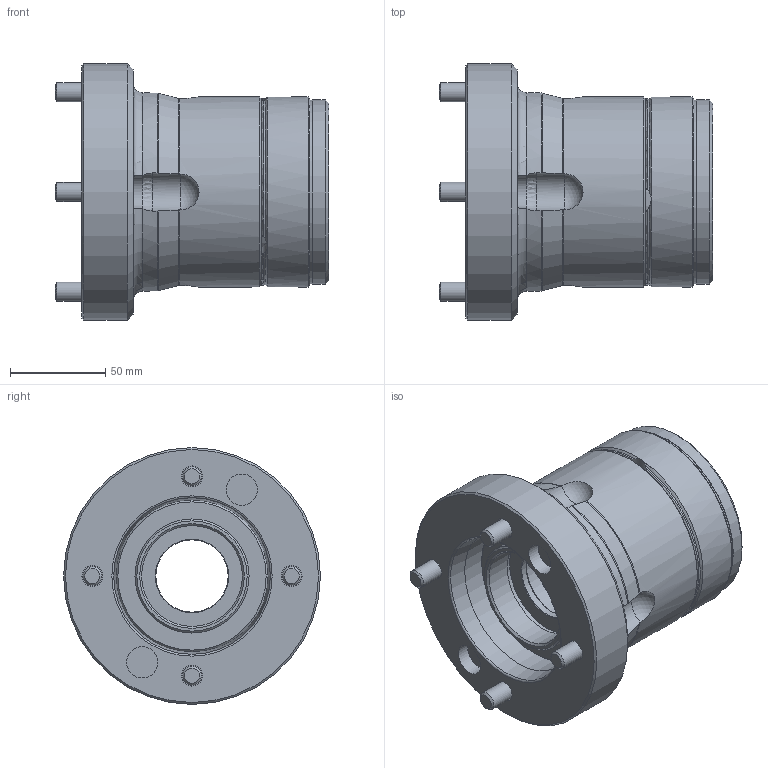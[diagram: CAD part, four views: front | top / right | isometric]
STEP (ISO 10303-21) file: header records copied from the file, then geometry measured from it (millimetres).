
FILE_DESCRIPTION (( 'STEP AP203' ), '1' );
FILE_NAME ('CF-CL-36A5.STEP', '2024-12-18T02:35:38', ( '' ), ( '' ), 'SwSTEP 2.0', 'SolidWorks 2020', '' );
FILE_SCHEMA (( 'CONFIG_CONTROL_DESIGN' ));
Length unit declared in the file: millimetre
Products named in the file (8): CF-CL-36-04000; FSW320300; 圓頭內六角螺栓_M10x30; CF-CL-42A5-01010; CF-CL-42-11000; CF-CL-36-02000; CF-CL-36A5; CF-CL-36-03010
Assembly tree (10 placements, depth 2):
  CF-CL-36A5
    CF-CL-42A5-01010
    CF-CL-36-02000
    CF-CL-36-03010
    CF-CL-36-04000
    FSW320300
    圓頭內六角螺栓_M10x30  x4
    CF-CL-42-11000
Bounding box: 144 x 135 x 135 mm (x, y, z)
Volume: 902761.8 mm3; surface area: 188055.7 mm2
Topology: 10 solids, 10 shells, 251 faces, 570 edges, 359 vertices
Faces by surface type: plane 111, cylinder 64, cone 51, torus 17, sphere 8
Full cylindrical faces by diameter (mm): 3.95 x1, 4 x1, 6 x2, 6.8 x1, 8 x1, 10 x4, 11 x4, 16 x4, 16.5 x2, 17.5 x4, 38 x1, 42 x1, 43 x1, 43.3 x1, 53 x1, 55 x2, 55.5 x1, 60 x1, 70.5 x1, 72 x2, 72.5 x1, 80 x2, 84 x2, 96.4 x1, 97 x1, 100 x2, 135 x1
Entity records: 6579 total; most frequent: CARTESIAN_POINT 1713, DIRECTION 851, ORIENTED_EDGE 690, AXIS2_PLACEMENT_3D 380, EDGE_CURVE 345, EDGE_LOOP 299, VERTEX_POINT 258, FACE_OUTER_BOUND 233
